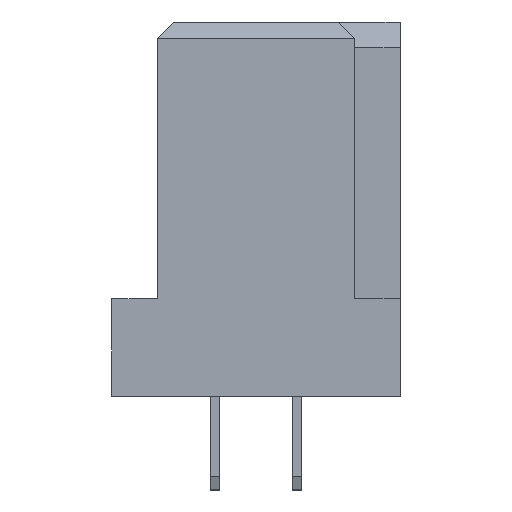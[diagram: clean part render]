
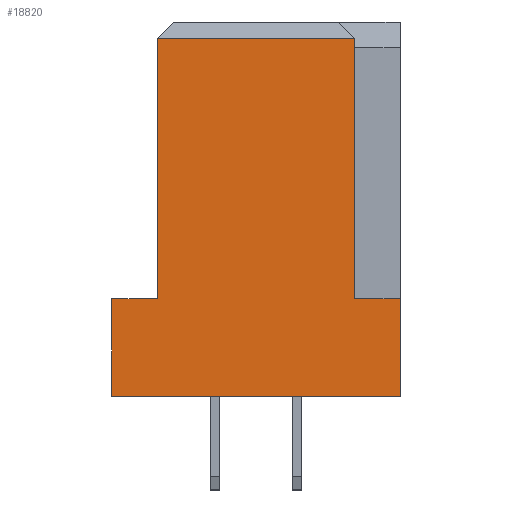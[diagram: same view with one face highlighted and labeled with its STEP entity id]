
A CAD part, left-side view. The second image highlights one B-rep face of the part: STEP entity #18820.
In plain terms, the highlighted planar face has unit normal (-1, 0, 0).
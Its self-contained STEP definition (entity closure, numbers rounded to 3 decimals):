
#953=FACE_OUTER_BOUND('',#1929,.T.);
#1929=EDGE_LOOP('',(#12710,#12711,#12712,#12713,#12714,#12715,#12716,#12717));
#3260=LINE('',#26748,#5456);
#3405=LINE('',#27005,#5601);
#3409=LINE('',#27014,#5605);
#3510=LINE('',#27189,#5706);
#3593=LINE('',#27324,#5789);
#3594=LINE('',#27325,#5790);
#3595=LINE('',#27327,#5791);
#3596=LINE('',#27328,#5792);
#5456=VECTOR('',#21667,1.);
#5601=VECTOR('',#21870,1.);
#5605=VECTOR('',#21876,1.);
#5706=VECTOR('',#21983,1.);
#5789=VECTOR('',#22116,1.);
#5790=VECTOR('',#22117,1.);
#5791=VECTOR('',#22118,1.);
#5792=VECTOR('',#22119,1.);
#7570=VERTEX_POINT('',#26746);
#7571=VERTEX_POINT('',#26747);
#7653=VERTEX_POINT('',#27002);
#7654=VERTEX_POINT('',#27004);
#7657=VERTEX_POINT('',#27011);
#7658=VERTEX_POINT('',#27013);
#7729=VERTEX_POINT('',#27188);
#7757=VERTEX_POINT('',#27326);
#9394=EDGE_CURVE('',#7570,#7571,#3260,.T.);
#9539=EDGE_CURVE('',#7654,#7653,#3405,.T.);
#9543=EDGE_CURVE('',#7658,#7657,#3409,.T.);
#9644=EDGE_CURVE('',#7729,#7653,#3510,.T.);
#9727=EDGE_CURVE('',#7654,#7570,#3593,.T.);
#9728=EDGE_CURVE('',#7729,#7658,#3594,.T.);
#9729=EDGE_CURVE('',#7757,#7657,#3595,.T.);
#9730=EDGE_CURVE('',#7757,#7571,#3596,.T.);
#12710=ORIENTED_EDGE('',*,*,#9394,.F.);
#12711=ORIENTED_EDGE('',*,*,#9727,.F.);
#12712=ORIENTED_EDGE('',*,*,#9539,.T.);
#12713=ORIENTED_EDGE('',*,*,#9644,.F.);
#12714=ORIENTED_EDGE('',*,*,#9728,.T.);
#12715=ORIENTED_EDGE('',*,*,#9543,.T.);
#12716=ORIENTED_EDGE('',*,*,#9729,.F.);
#12717=ORIENTED_EDGE('',*,*,#9730,.T.);
#17107=PLANE('',#19810);
#18820=ADVANCED_FACE('',(#953),#17107,.T.);
#19810=AXIS2_PLACEMENT_3D('',#27323,#22114,#22115);
#21667=DIRECTION('',(0.,1.,0.));
#21870=DIRECTION('',(0.,1.,0.));
#21876=DIRECTION('',(0.,0.,-1.));
#21983=DIRECTION('',(0.,0.,-1.));
#22114=DIRECTION('center_axis',(-1.,0.,0.));
#22115=DIRECTION('ref_axis',(0.,0.,1.));
#22116=DIRECTION('',(0.,0.,-1.));
#22117=DIRECTION('',(0.,1.,0.));
#22118=DIRECTION('',(0.,-1.,0.));
#22119=DIRECTION('',(0.,0.,-1.));
#26746=CARTESIAN_POINT('',(-15.1,-4.45,0.));
#26747=CARTESIAN_POINT('',(-15.1,4.45,0.));
#26748=CARTESIAN_POINT('',(-15.1,-3.05,0.));
#27002=CARTESIAN_POINT('',(-15.1,-3.05,3.));
#27004=CARTESIAN_POINT('',(-15.1,-4.45,3.));
#27005=CARTESIAN_POINT('',(-15.1,0.,3.));
#27011=CARTESIAN_POINT('',(-15.1,3.05,3.));
#27013=CARTESIAN_POINT('',(-15.1,3.05,11.05));
#27014=CARTESIAN_POINT('',(-15.1,3.05,11.55));
#27188=CARTESIAN_POINT('',(-15.1,-3.05,11.05));
#27189=CARTESIAN_POINT('',(-15.1,-3.05,11.55));
#27323=CARTESIAN_POINT('Origin',(-15.1,-3.05,11.55));
#27324=CARTESIAN_POINT('',(-15.1,-4.45,11.55));
#27325=CARTESIAN_POINT('',(-15.1,2.55,11.05));
#27326=CARTESIAN_POINT('',(-15.1,4.45,3.));
#27327=CARTESIAN_POINT('',(-15.1,0.,3.));
#27328=CARTESIAN_POINT('',(-15.1,4.45,11.55));
